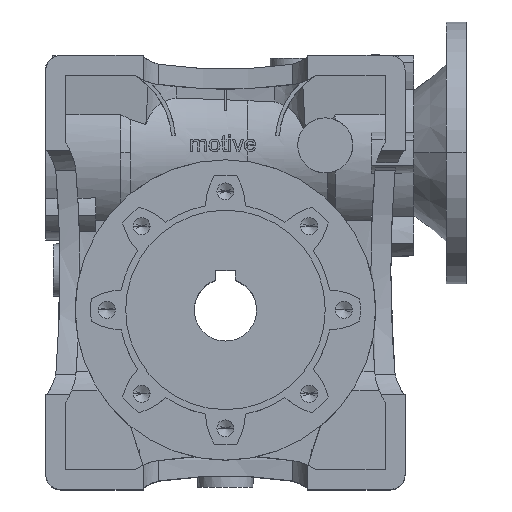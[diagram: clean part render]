
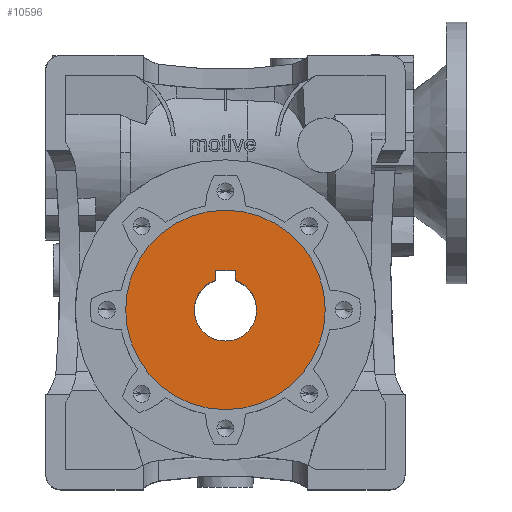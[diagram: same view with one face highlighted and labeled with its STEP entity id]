
A CAD part, top view. The second image highlights one B-rep face of the part: STEP entity #10596.
In plain terms, the highlighted face is planar.
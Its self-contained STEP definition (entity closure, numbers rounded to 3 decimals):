
#1317 = AXIS2_PLACEMENT_3D ( 'NONE', #12950, #12951, #12952 ) ;
#1634 = AXIS2_PLACEMENT_3D ( 'NONE', #18537, #18538, #18539 ) ;
#1710 = AXIS2_PLACEMENT_3D ( 'NONE', #7341, #7343, #7344 ) ;
#2273 = FACE_OUTER_BOUND ( 'NONE', #35898, .T. ) ;
#2279 = FACE_BOUND ( 'NONE', #35889, .T. ) ;
#6380 = CARTESIAN_POINT ( 'NONE',  ( -4., 15.8, -56. ) ) ;
#6592 = CARTESIAN_POINT ( 'NONE',  ( -4., 11.843, -56. ) ) ;
#6623 = CARTESIAN_POINT ( 'NONE',  ( 4., 15.8, -56. ) ) ;
#7341 = CARTESIAN_POINT ( 'NONE',  ( 0., 0., -56. ) ) ;
#7343 = DIRECTION ( 'NONE',  ( 0., 0., 1. ) ) ;
#7344 = DIRECTION ( 'NONE',  ( 1., 0., 0. ) ) ;
#7701 = CARTESIAN_POINT ( 'NONE',  ( 0., 0., -56. ) ) ;
#7702 = DIRECTION ( 'NONE',  ( 0., 0., 1. ) ) ;
#7704 = DIRECTION ( 'NONE',  ( 1., 0., 0. ) ) ;
#10596 = ADVANCED_FACE ( 'NONE', ( #2273, #2279 ), #12948, .F. ) ;
#12948 = PLANE ( 'NONE',  #1317 ) ;
#12950 = CARTESIAN_POINT ( 'NONE',  ( 0., 40., -56. ) ) ;
#12951 = DIRECTION ( 'NONE',  ( 0., 0., 1. ) ) ;
#12952 = DIRECTION ( 'NONE',  ( 1., 0., 0. ) ) ;
#16483 = EDGE_CURVE ( 'NONE', #22663, #22661, #25437, .T. ) ;
#17020 = AXIS2_PLACEMENT_3D ( 'NONE', #7701, #7702, #7704 ) ;
#17122 = AXIS2_PLACEMENT_3D ( 'NONE', #39080, #39082, #39084 ) ;
#17124 = AXIS2_PLACEMENT_3D ( 'NONE', #39095, #39097, #39099 ) ;
#18537 = CARTESIAN_POINT ( 'NONE',  ( 0., 0., -56. ) ) ;
#18538 = DIRECTION ( 'NONE',  ( 0., 0., 1. ) ) ;
#18539 = DIRECTION ( 'NONE',  ( 1., 0., 0. ) ) ;
#21301 = VERTEX_POINT ( 'NONE', #6380 ) ;
#21513 = VERTEX_POINT ( 'NONE', #6592 ) ;
#21544 = VERTEX_POINT ( 'NONE', #6623 ) ;
#21629 = ORIENTED_EDGE ( 'NONE', *, *, #33331, .T. ) ;
#21630 = ORIENTED_EDGE ( 'NONE', *, *, #33334, .T. ) ;
#21631 = ORIENTED_EDGE ( 'NONE', *, *, #31945, .T. ) ;
#21632 = ORIENTED_EDGE ( 'NONE', *, *, #32171, .T. ) ;
#21633 = ORIENTED_EDGE ( 'NONE', *, *, #33336, .T. ) ;
#22661 = VERTEX_POINT ( 'NONE', #28545 ) ;
#22663 = VERTEX_POINT ( 'NONE', #28547 ) ;
#22762 = VERTEX_POINT ( 'NONE', #28646 ) ;
#22765 = VERTEX_POINT ( 'NONE', #28649 ) ;
#22766 = VERTEX_POINT ( 'NONE', #28650 ) ;
#25437 = CIRCLE ( 'NONE', #1634, 40. ) ;
#25806 = CIRCLE ( 'NONE', #1710, 12.5 ) ;
#25918 = CIRCLE ( 'NONE', #17020, 12.5 ) ;
#26228 = CIRCLE ( 'NONE', #17122, 40. ) ;
#26230 = LINE ( 'NONE', #39060, #26232 ) ;
#26231 = LINE ( 'NONE', #39086, #26234 ) ;
#26232 = VECTOR ( 'NONE', #39069, 1000. ) ;
#26233 = CIRCLE ( 'NONE', #17124, 12.5 ) ;
#26234 = VECTOR ( 'NONE', #39089, 1000. ) ;
#26235 = LINE ( 'NONE', #39075, #26237 ) ;
#26237 = VECTOR ( 'NONE', #39078, 1000. ) ;
#28545 = CARTESIAN_POINT ( 'NONE',  ( -40., 0., -56. ) ) ;
#28547 = CARTESIAN_POINT ( 'NONE',  ( 40., 0., -56. ) ) ;
#28646 = CARTESIAN_POINT ( 'NONE',  ( 4., 11.843, -56. ) ) ;
#28649 = CARTESIAN_POINT ( 'NONE',  ( 12.5, 0., -56. ) ) ;
#28650 = CARTESIAN_POINT ( 'NONE',  ( -12.5, 0., -56. ) ) ;
#31945 = EDGE_CURVE ( 'NONE', #22766, #22765, #25806, .T. ) ;
#32171 = EDGE_CURVE ( 'NONE', #22765, #22762, #25918, .T. ) ;
#33324 = EDGE_CURVE ( 'NONE', #22661, #22663, #26228, .T. ) ;
#33327 = EDGE_CURVE ( 'NONE', #21544, #21301, #26230, .T. ) ;
#33331 = EDGE_CURVE ( 'NONE', #21301, #21513, #26231, .T. ) ;
#33334 = EDGE_CURVE ( 'NONE', #21513, #22766, #26233, .T. ) ;
#33336 = EDGE_CURVE ( 'NONE', #22762, #21544, #26235, .T. ) ;
#35889 = EDGE_LOOP ( 'NONE', ( #38807, #21629, #21630, #21631, #21632, #21633 ) ) ;
#35898 = EDGE_LOOP ( 'NONE', ( #38803, #38805 ) ) ;
#38803 = ORIENTED_EDGE ( 'NONE', *, *, #16483, .F. ) ;
#38805 = ORIENTED_EDGE ( 'NONE', *, *, #33324, .F. ) ;
#38807 = ORIENTED_EDGE ( 'NONE', *, *, #33327, .T. ) ;
#39060 = CARTESIAN_POINT ( 'NONE',  ( -4., 15.8, -56. ) ) ;
#39069 = DIRECTION ( 'NONE',  ( -1., 0., 0. ) ) ;
#39075 = CARTESIAN_POINT ( 'NONE',  ( 4., 15.8, -56. ) ) ;
#39078 = DIRECTION ( 'NONE',  ( 0., 1., 0. ) ) ;
#39080 = CARTESIAN_POINT ( 'NONE',  ( 0., 0., -56. ) ) ;
#39082 = DIRECTION ( 'NONE',  ( 0., 0., 1. ) ) ;
#39084 = DIRECTION ( 'NONE',  ( 1., 0., 0. ) ) ;
#39086 = CARTESIAN_POINT ( 'NONE',  ( -4., 15.8, -56. ) ) ;
#39089 = DIRECTION ( 'NONE',  ( 0., -1., 0. ) ) ;
#39095 = CARTESIAN_POINT ( 'NONE',  ( 0., 0., -56. ) ) ;
#39097 = DIRECTION ( 'NONE',  ( 0., 0., 1. ) ) ;
#39099 = DIRECTION ( 'NONE',  ( 1., 0., 0. ) ) ;
